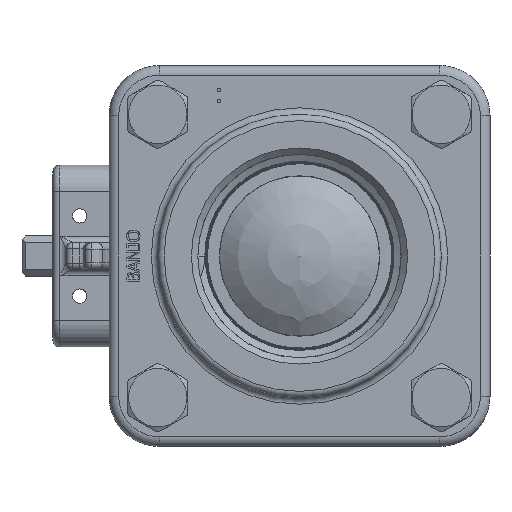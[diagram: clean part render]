
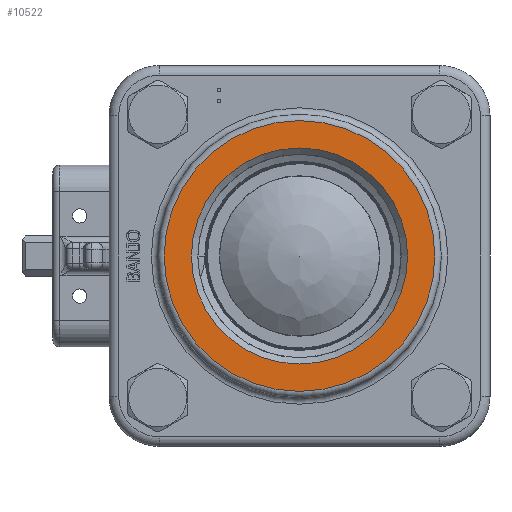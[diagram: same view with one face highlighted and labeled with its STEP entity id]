
A CAD part, left-side view. The second image highlights one B-rep face of the part: STEP entity #10522.
In plain terms, the highlighted planar face has unit normal (-1, 0, 0).
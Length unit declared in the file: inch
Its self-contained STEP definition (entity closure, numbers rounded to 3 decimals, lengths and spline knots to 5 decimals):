
#751=FACE_BOUND('',#3474,.T.);
#848=PLANE('',#11892);
#2798=FACE_OUTER_BOUND('',#3473,.T.);
#3473=EDGE_LOOP('',(#9046,#9047));
#3474=EDGE_LOOP('',(#9048,#9049));
#4159=CIRCLE('',#11885,1.265);
#4160=CIRCLE('',#11886,1.265);
#4165=CIRCLE('',#11893,1.01);
#4166=CIRCLE('',#11894,1.01);
#5029=VERTEX_POINT('',#21470);
#5030=VERTEX_POINT('',#21472);
#5034=VERTEX_POINT('',#21485);
#5035=VERTEX_POINT('',#21486);
#6433=EDGE_CURVE('',#5029,#5030,#4159,.T.);
#6434=EDGE_CURVE('',#5030,#5029,#4160,.T.);
#6440=EDGE_CURVE('',#5034,#5035,#4165,.T.);
#6441=EDGE_CURVE('',#5035,#5034,#4166,.T.);
#9046=ORIENTED_EDGE('',*,*,#6434,.F.);
#9047=ORIENTED_EDGE('',*,*,#6433,.F.);
#9048=ORIENTED_EDGE('',*,*,#6440,.T.);
#9049=ORIENTED_EDGE('',*,*,#6441,.T.);
#10522=ADVANCED_FACE('',(#2798,#751),#848,.T.);
#11885=AXIS2_PLACEMENT_3D('',#21473,#14392,#14393);
#11886=AXIS2_PLACEMENT_3D('',#21474,#14394,#14395);
#11892=AXIS2_PLACEMENT_3D('',#21484,#14407,#14408);
#11893=AXIS2_PLACEMENT_3D('',#21487,#14409,#14410);
#11894=AXIS2_PLACEMENT_3D('',#21488,#14411,#14412);
#14392=DIRECTION('center_axis',(1.,0.,0.));
#14393=DIRECTION('ref_axis',(0.,-1.,0.));
#14394=DIRECTION('center_axis',(1.,0.,0.));
#14395=DIRECTION('ref_axis',(0.,-1.,0.));
#14407=DIRECTION('center_axis',(-1.,0.,0.));
#14408=DIRECTION('ref_axis',(0.,0.,1.));
#14409=DIRECTION('center_axis',(1.,0.,0.));
#14410=DIRECTION('ref_axis',(0.,1.,0.));
#14411=DIRECTION('center_axis',(1.,0.,0.));
#14412=DIRECTION('ref_axis',(0.,1.,0.));
#21470=CARTESIAN_POINT('',(0.,0.,1.265));
#21472=CARTESIAN_POINT('',(0.,1.265,0.));
#21473=CARTESIAN_POINT('Origin',(0.,0.,0.));
#21474=CARTESIAN_POINT('Origin',(0.,0.,0.));
#21484=CARTESIAN_POINT('Origin',(0.,1.1675,0.));
#21485=CARTESIAN_POINT('',(0.,1.01,0.));
#21486=CARTESIAN_POINT('',(0.,-1.01,0.));
#21487=CARTESIAN_POINT('Origin',(0.,0.,0.));
#21488=CARTESIAN_POINT('Origin',(0.,0.,0.));
